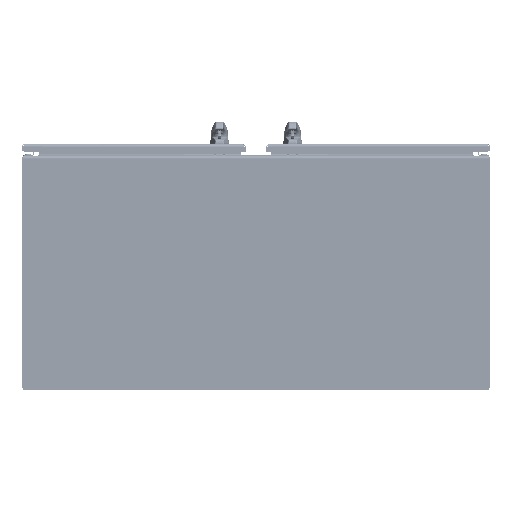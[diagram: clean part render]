
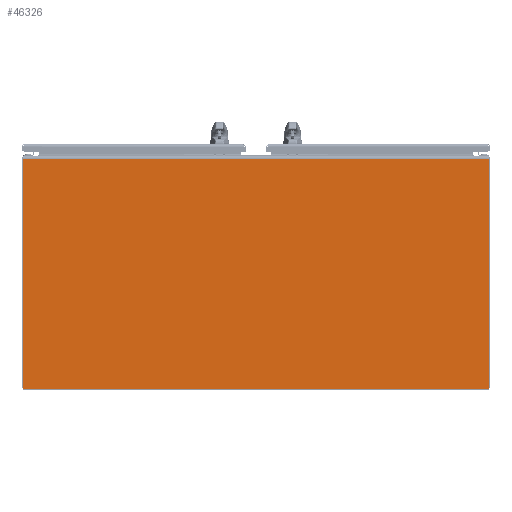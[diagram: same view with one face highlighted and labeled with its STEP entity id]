
A CAD part, front view. The second image highlights one B-rep face of the part: STEP entity #46326.
In plain terms, the highlighted face is planar.
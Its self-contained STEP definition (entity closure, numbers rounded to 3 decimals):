
#2752=PLANE('',#50396);
#3973=FACE_OUTER_BOUND('',#6857,.T.);
#6857=EDGE_LOOP('',(#31489,#31490,#31491,#31492));
#10081=LINE('',#70915,#13525);
#10087=LINE('',#70933,#13531);
#10090=LINE('',#70939,#13534);
#10091=LINE('',#70940,#13535);
#13525=VECTOR('',#56604,0.394);
#13531=VECTOR('',#56628,0.394);
#13534=VECTOR('',#56633,0.394);
#13535=VECTOR('',#56634,0.394);
#19477=VERTEX_POINT('',#70912);
#19478=VERTEX_POINT('',#70914);
#19481=VERTEX_POINT('',#70932);
#19483=VERTEX_POINT('',#70938);
#23976=EDGE_CURVE('',#19478,#19477,#10081,.T.);
#23985=EDGE_CURVE('',#19478,#19481,#10087,.T.);
#23988=EDGE_CURVE('',#19483,#19477,#10090,.T.);
#23989=EDGE_CURVE('',#19481,#19483,#10091,.T.);
#31489=ORIENTED_EDGE('',*,*,#23976,.T.);
#31490=ORIENTED_EDGE('',*,*,#23988,.F.);
#31491=ORIENTED_EDGE('',*,*,#23989,.F.);
#31492=ORIENTED_EDGE('',*,*,#23985,.F.);
#46326=ADVANCED_FACE('',(#3973),#2752,.T.);
#50396=AXIS2_PLACEMENT_3D('',#70937,#56631,#56632);
#56604=DIRECTION('',(0.,1.,0.));
#56628=DIRECTION('',(-1.,0.,0.));
#56631=DIRECTION('center_axis',(0.,0.,1.));
#56632=DIRECTION('ref_axis',(1.,0.,0.));
#56633=DIRECTION('',(1.,0.,0.));
#56634=DIRECTION('',(0.,1.,0.));
#70912=CARTESIAN_POINT('',(11.709,23.959,0.104));
#70914=CARTESIAN_POINT('',(11.709,-23.959,0.104));
#70915=CARTESIAN_POINT('',(11.709,-11.979,0.104));
#70932=CARTESIAN_POINT('',(-11.959,-23.959,0.104));
#70933=CARTESIAN_POINT('',(11.959,-23.959,0.104));
#70937=CARTESIAN_POINT('Origin',(0.,0.,0.104));
#70938=CARTESIAN_POINT('',(-11.959,23.959,0.104));
#70939=CARTESIAN_POINT('',(-11.959,23.959,0.104));
#70940=CARTESIAN_POINT('',(-11.959,-23.959,0.104));
